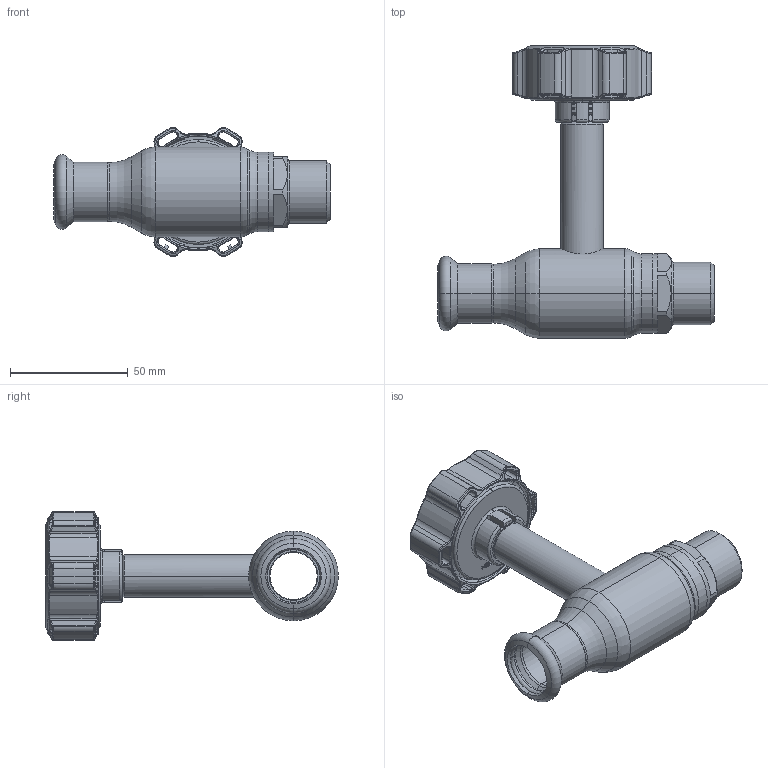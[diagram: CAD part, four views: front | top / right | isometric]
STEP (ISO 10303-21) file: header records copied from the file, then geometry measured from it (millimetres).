
FILE_DESCRIPTION (( 'STEP AP214' ), '1' );
FILE_NAME ('2020001201-0200.step', '2023-12-12T09:07:10', ( '' ), ( '' ), 'SwSTEP 2.0', 'SolidWorks 2021', '' );
FILE_SCHEMA (( 'AUTOMOTIVE_DESIGN' ));
Length unit declared in the file: millimetre
Products named in the file (1): 2020001201-0200
Bounding box: 117.2 x 124.1 x 54.57 mm (x, y, z)
Surface area: 34677.5 mm2 (no closed solid volume)
Topology: 0 solids, 10 shells, 542 faces, 1606 edges, 1047 vertices
Faces by surface type: bspline 166, cylinder 132, plane 101, torus 87, cone 56
Entity records: 33380 total; most frequent: CARTESIAN_POINT 14557, ORIENTED_EDGE 2834, DIRECTION 2291, EDGE_CURVE 1602, VERTEX_POINT 1047, AXIS2_PLACEMENT_3D 928, B_SPLINE_CURVE_WITH_KNOTS 586, EDGE_LOOP 576
